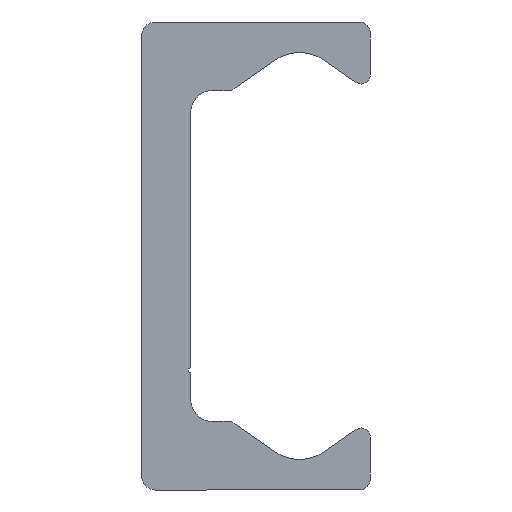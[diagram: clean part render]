
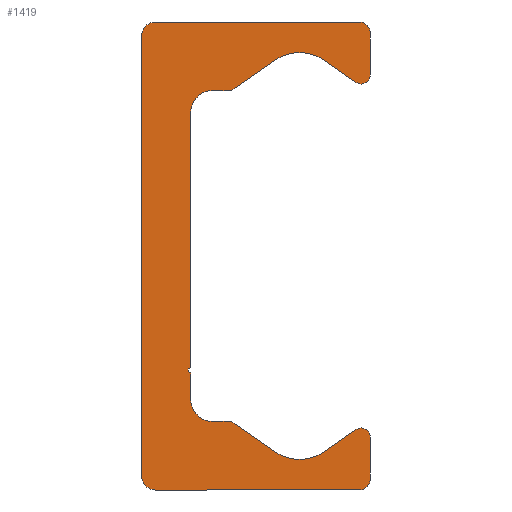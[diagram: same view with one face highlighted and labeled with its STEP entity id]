
A CAD part, left-side view. The second image highlights one B-rep face of the part: STEP entity #1419.
In plain terms, the highlighted planar face has unit normal (-1, 0, 0).
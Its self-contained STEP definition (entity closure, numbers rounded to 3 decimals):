
#516=CARTESIAN_POINT('',(0.0,9.25,-21.5));
#517=VERTEX_POINT('',#516);
#524=CARTESIAN_POINT('',(0.0,10.5,-20.25));
#525=VERTEX_POINT('',#524);
#526=CARTESIAN_POINT('',(0.0,9.25,-20.25));
#527=DIRECTION('',(1.0,0.0,0.0));
#528=DIRECTION('',(0.0,0.0,-1.0));
#529=AXIS2_PLACEMENT_3D('',#526,#527,#528);
#530=CIRCLE('',#529,1.25);
#531=EDGE_CURVE('',#517,#525,#530,.T.);
#555=CARTESIAN_POINT('',(0.0,-9.5,-21.5));
#556=VERTEX_POINT('',#555);
#563=CARTESIAN_POINT('',(0.0,-9.5,-21.5));
#564=DIRECTION('',(0.0,1.0,0.0));
#565=VECTOR('',#564,18.75);
#566=LINE('',#563,#565);
#567=EDGE_CURVE('',#556,#517,#566,.T.);
#587=CARTESIAN_POINT('',(0.0,-10.5,-20.5));
#588=VERTEX_POINT('',#587);
#595=CARTESIAN_POINT('',(0.0,-9.5,-20.5));
#596=DIRECTION('',(1.0,0.0,0.0));
#597=DIRECTION('',(0.0,-1.0,0.0));
#598=AXIS2_PLACEMENT_3D('',#595,#596,#597);
#599=CIRCLE('',#598,1.0);
#600=EDGE_CURVE('',#588,#556,#599,.T.);
#619=CARTESIAN_POINT('',(0.0,-10.5,-16.65));
#620=VERTEX_POINT('',#619);
#627=CARTESIAN_POINT('',(0.0,-10.5,-16.65));
#628=DIRECTION('',(0.0,0.0,-1.0));
#629=VECTOR('',#628,3.85);
#630=LINE('',#627,#629);
#631=EDGE_CURVE('',#620,#588,#630,.T.);
#651=CARTESIAN_POINT('',(0.0,-9.162,-15.954));
#652=VERTEX_POINT('',#651);
#659=CARTESIAN_POINT('',(0.0,-9.65,-16.65));
#660=DIRECTION('',(1.0,0.0,0.0));
#661=DIRECTION('',(0.0,0.574,0.819));
#662=AXIS2_PLACEMENT_3D('',#659,#660,#661);
#663=CIRCLE('',#662,0.85);
#664=EDGE_CURVE('',#652,#620,#663,.T.);
#683=CARTESIAN_POINT('',(0.0,-6.294,-17.962));
#684=VERTEX_POINT('',#683);
#691=CARTESIAN_POINT('',(0.0,-6.294,-17.962));
#692=DIRECTION('',(0.0,-0.819,0.574));
#693=VECTOR('',#692,3.501);
#694=LINE('',#691,#693);
#695=EDGE_CURVE('',#684,#652,#694,.T.);
#715=CARTESIAN_POINT('',(0.0,-1.706,-17.962));
#716=VERTEX_POINT('',#715);
#723=CARTESIAN_POINT('',(0.0,-4.,-14.685));
#724=DIRECTION('',(-1.0,0.0,0.0));
#725=DIRECTION('',(0.0,0.574,0.819));
#726=AXIS2_PLACEMENT_3D('',#723,#724,#725);
#727=CIRCLE('',#726,4.0);
#728=EDGE_CURVE('',#716,#684,#727,.T.);
#747=CARTESIAN_POINT('',(0.0,1.981,-15.381));
#748=VERTEX_POINT('',#747);
#755=CARTESIAN_POINT('',(0.0,1.981,-15.381));
#756=DIRECTION('',(0.0,-0.819,-0.574));
#757=VECTOR('',#756,4.5);
#758=LINE('',#755,#757);
#759=EDGE_CURVE('',#748,#716,#758,.T.);
#779=CARTESIAN_POINT('',(0.0,2.554,-15.2));
#780=VERTEX_POINT('',#779);
#787=CARTESIAN_POINT('',(0.0,2.554,-16.2));
#788=DIRECTION('',(1.0,0.0,0.0));
#789=DIRECTION('',(0.0,0.0,1.0));
#790=AXIS2_PLACEMENT_3D('',#787,#788,#789);
#791=CIRCLE('',#790,1.);
#792=EDGE_CURVE('',#780,#748,#791,.T.);
#811=CARTESIAN_POINT('',(0.0,4.0,-15.2));
#812=VERTEX_POINT('',#811);
#819=CARTESIAN_POINT('',(0.0,4.0,-15.2));
#820=DIRECTION('',(0.0,-1.0,0.0));
#821=VECTOR('',#820,1.446);
#822=LINE('',#819,#821);
#823=EDGE_CURVE('',#812,#780,#822,.T.);
#843=CARTESIAN_POINT('',(0.0,6.,-13.2));
#844=VERTEX_POINT('',#843);
#851=CARTESIAN_POINT('',(0.0,4.,-13.2));
#852=DIRECTION('',(-1.0,0.0,0.0));
#853=DIRECTION('',(0.0,0.0,1.0));
#854=AXIS2_PLACEMENT_3D('',#851,#852,#853);
#855=CIRCLE('',#854,2.0);
#856=EDGE_CURVE('',#844,#812,#855,.T.);
#875=CARTESIAN_POINT('',(0.0,6.,-10.75));
#876=VERTEX_POINT('',#875);
#883=CARTESIAN_POINT('',(0.0,6.,-10.75));
#884=DIRECTION('',(0.0,0.0,-1.0));
#885=VECTOR('',#884,2.45);
#886=LINE('',#883,#885);
#887=EDGE_CURVE('',#876,#844,#886,.T.);
#907=CARTESIAN_POINT('',(0.0,6.,-10.25));
#908=VERTEX_POINT('',#907);
#915=CARTESIAN_POINT('',(0.0,6.,-10.5));
#916=DIRECTION('',(-1.0,0.0,0.0));
#917=DIRECTION('',(0.0,0.0,1.0));
#918=AXIS2_PLACEMENT_3D('',#915,#916,#917);
#919=CIRCLE('',#918,0.25);
#920=EDGE_CURVE('',#908,#876,#919,.T.);
#939=CARTESIAN_POINT('',(0.0,6.,13.2));
#940=VERTEX_POINT('',#939);
#947=CARTESIAN_POINT('',(0.0,6.,13.2));
#948=DIRECTION('',(0.0,0.0,-1.0));
#949=VECTOR('',#948,23.45);
#950=LINE('',#947,#949);
#951=EDGE_CURVE('',#940,#908,#950,.T.);
#998=CARTESIAN_POINT('',(0.0,4.0,15.2));
#999=VERTEX_POINT('',#998);
#1006=CARTESIAN_POINT('',(0.0,4.,13.2));
#1007=DIRECTION('',(-1.0,0.0,0.0));
#1008=DIRECTION('',(0.0,-1.0,0.0));
#1009=AXIS2_PLACEMENT_3D('',#1006,#1007,#1008);
#1010=CIRCLE('',#1009,2.0);
#1011=EDGE_CURVE('',#999,#940,#1010,.T.);
#1030=CARTESIAN_POINT('',(0.0,2.554,15.2));
#1031=VERTEX_POINT('',#1030);
#1038=CARTESIAN_POINT('',(0.0,2.554,15.2));
#1039=DIRECTION('',(0.0,1.0,0.0));
#1040=VECTOR('',#1039,1.446);
#1041=LINE('',#1038,#1040);
#1042=EDGE_CURVE('',#1031,#999,#1041,.T.);
#1062=CARTESIAN_POINT('',(0.0,1.981,15.381));
#1063=VERTEX_POINT('',#1062);
#1070=CARTESIAN_POINT('',(0.0,2.554,16.2));
#1071=DIRECTION('',(1.0,0.0,0.0));
#1072=DIRECTION('',(0.0,-0.574,-0.819));
#1073=AXIS2_PLACEMENT_3D('',#1070,#1071,#1072);
#1074=CIRCLE('',#1073,1.);
#1075=EDGE_CURVE('',#1063,#1031,#1074,.T.);
#1094=CARTESIAN_POINT('',(0.0,-1.706,17.962));
#1095=VERTEX_POINT('',#1094);
#1102=CARTESIAN_POINT('',(0.0,-1.706,17.962));
#1103=DIRECTION('',(0.0,0.819,-0.574));
#1104=VECTOR('',#1103,4.5);
#1105=LINE('',#1102,#1104);
#1106=EDGE_CURVE('',#1095,#1063,#1105,.T.);
#1126=CARTESIAN_POINT('',(0.0,-6.294,17.962));
#1127=VERTEX_POINT('',#1126);
#1134=CARTESIAN_POINT('',(0.0,-4.,14.685));
#1135=DIRECTION('',(-1.0,0.0,0.0));
#1136=DIRECTION('',(0.0,-0.574,-0.819));
#1137=AXIS2_PLACEMENT_3D('',#1134,#1135,#1136);
#1138=CIRCLE('',#1137,4.0);
#1139=EDGE_CURVE('',#1127,#1095,#1138,.T.);
#1158=CARTESIAN_POINT('',(0.0,-9.162,15.954));
#1159=VERTEX_POINT('',#1158);
#1166=CARTESIAN_POINT('',(0.0,-9.162,15.954));
#1167=DIRECTION('',(0.0,0.819,0.574));
#1168=VECTOR('',#1167,3.501);
#1169=LINE('',#1166,#1168);
#1170=EDGE_CURVE('',#1159,#1127,#1169,.T.);
#1190=CARTESIAN_POINT('',(0.0,-10.5,16.65));
#1191=VERTEX_POINT('',#1190);
#1198=CARTESIAN_POINT('',(0.0,-9.65,16.65));
#1199=DIRECTION('',(1.0,0.0,0.0));
#1200=DIRECTION('',(0.0,-1.0,0.0));
#1201=AXIS2_PLACEMENT_3D('',#1198,#1199,#1200);
#1202=CIRCLE('',#1201,0.85);
#1203=EDGE_CURVE('',#1191,#1159,#1202,.T.);
#1222=CARTESIAN_POINT('',(0.0,-10.5,20.5));
#1223=VERTEX_POINT('',#1222);
#1230=CARTESIAN_POINT('',(0.0,-10.5,20.5));
#1231=DIRECTION('',(0.0,0.0,-1.0));
#1232=VECTOR('',#1231,3.85);
#1233=LINE('',#1230,#1232);
#1234=EDGE_CURVE('',#1223,#1191,#1233,.T.);
#1254=CARTESIAN_POINT('',(0.0,-9.5,21.5));
#1255=VERTEX_POINT('',#1254);
#1262=CARTESIAN_POINT('',(0.0,-9.5,20.5));
#1263=DIRECTION('',(1.0,0.0,0.0));
#1264=DIRECTION('',(0.0,0.0,1.0));
#1265=AXIS2_PLACEMENT_3D('',#1262,#1263,#1264);
#1266=CIRCLE('',#1265,1.0);
#1267=EDGE_CURVE('',#1255,#1223,#1266,.T.);
#1286=CARTESIAN_POINT('',(0.0,9.25,21.5));
#1287=VERTEX_POINT('',#1286);
#1294=CARTESIAN_POINT('',(0.0,9.25,21.5));
#1295=DIRECTION('',(0.0,-1.0,0.0));
#1296=VECTOR('',#1295,18.75);
#1297=LINE('',#1294,#1296);
#1298=EDGE_CURVE('',#1287,#1255,#1297,.T.);
#1318=CARTESIAN_POINT('',(0.0,10.5,20.25));
#1319=VERTEX_POINT('',#1318);
#1326=CARTESIAN_POINT('',(0.0,9.25,20.25));
#1327=DIRECTION('',(1.0,0.0,0.0));
#1328=DIRECTION('',(0.0,1.0,0.0));
#1329=AXIS2_PLACEMENT_3D('',#1326,#1327,#1328);
#1330=CIRCLE('',#1329,1.25);
#1331=EDGE_CURVE('',#1319,#1287,#1330,.T.);
#1349=CARTESIAN_POINT('',(0.0,10.5,-20.25));
#1350=DIRECTION('',(0.0,0.0,1.0));
#1351=VECTOR('',#1350,40.5);
#1352=LINE('',#1349,#1351);
#1353=EDGE_CURVE('',#525,#1319,#1352,.T.);
#1386=CARTESIAN_POINT('',(0.0,2.66,-0.019));
#1387=DIRECTION('',(1.0,0.0,0.0));
#1388=DIRECTION('',(0.0,0.0,-1.0));
#1389=AXIS2_PLACEMENT_3D('',#1386,#1387,#1388);
#1390=PLANE('',#1389);
#1391=ORIENTED_EDGE('',*,*,#1353,.F.);
#1392=ORIENTED_EDGE('',*,*,#531,.F.);
#1393=ORIENTED_EDGE('',*,*,#567,.F.);
#1394=ORIENTED_EDGE('',*,*,#600,.F.);
#1395=ORIENTED_EDGE('',*,*,#631,.F.);
#1396=ORIENTED_EDGE('',*,*,#664,.F.);
#1397=ORIENTED_EDGE('',*,*,#695,.F.);
#1398=ORIENTED_EDGE('',*,*,#728,.F.);
#1399=ORIENTED_EDGE('',*,*,#759,.F.);
#1400=ORIENTED_EDGE('',*,*,#792,.F.);
#1401=ORIENTED_EDGE('',*,*,#823,.F.);
#1402=ORIENTED_EDGE('',*,*,#856,.F.);
#1403=ORIENTED_EDGE('',*,*,#887,.F.);
#1404=ORIENTED_EDGE('',*,*,#920,.F.);
#1405=ORIENTED_EDGE('',*,*,#951,.F.);
#1406=ORIENTED_EDGE('',*,*,#1011,.F.);
#1407=ORIENTED_EDGE('',*,*,#1042,.F.);
#1408=ORIENTED_EDGE('',*,*,#1075,.F.);
#1409=ORIENTED_EDGE('',*,*,#1106,.F.);
#1410=ORIENTED_EDGE('',*,*,#1139,.F.);
#1411=ORIENTED_EDGE('',*,*,#1170,.F.);
#1412=ORIENTED_EDGE('',*,*,#1203,.F.);
#1413=ORIENTED_EDGE('',*,*,#1234,.F.);
#1414=ORIENTED_EDGE('',*,*,#1267,.F.);
#1415=ORIENTED_EDGE('',*,*,#1298,.F.);
#1416=ORIENTED_EDGE('',*,*,#1331,.F.);
#1417=EDGE_LOOP('',(#1391,#1392,#1393,#1394,#1395,#1396,#1397,#1398,#1399,#1400,#1401,#1402,#1403,#1404,#1405,#1406,#1407,#1408,#1409,#1410,#1411,#1412,#1413,#1414,#1415,#1416));
#1418=FACE_OUTER_BOUND('',#1417,.T.);
#1419=ADVANCED_FACE('',(#1418),#1390,.F.);
